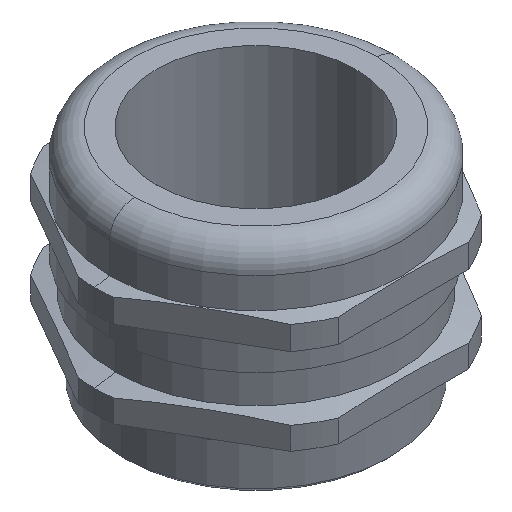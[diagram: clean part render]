
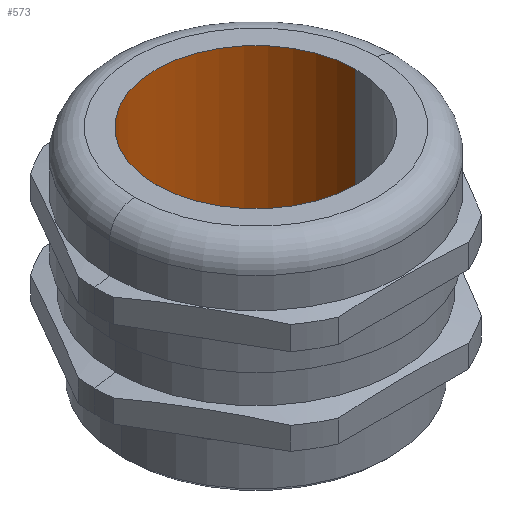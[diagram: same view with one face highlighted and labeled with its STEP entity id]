
A CAD part, isometric view. The second image highlights one B-rep face of the part: STEP entity #573.
In plain terms, the highlighted cylindrical face has radius 22 mm (diameter 44 mm), a partial arc.
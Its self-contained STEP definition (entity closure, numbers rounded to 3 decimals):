
#20 = EDGE_CURVE ( 'NONE', #1075, #1086, #982, .T. ) ;
#99 = AXIS2_PLACEMENT_3D ( 'NONE', #303, #302, #301 ) ;
#186 = EDGE_CURVE ( 'NONE', #1067, #1075, #523, .T. ) ;
#203 = EDGE_CURVE ( 'NONE', #1085, #1086, #514, .T. ) ;
#243 = DIRECTION ( 'NONE',  ( 1., 0., 0. ) ) ;
#244 = DIRECTION ( 'NONE',  ( 0., 0., 1. ) ) ;
#245 = CARTESIAN_POINT ( 'NONE',  ( 0., 0., 49. ) ) ;
#301 = DIRECTION ( 'NONE',  ( 1., 0., 0. ) ) ;
#302 = DIRECTION ( 'NONE',  ( 0., 0., 1. ) ) ;
#303 = CARTESIAN_POINT ( 'NONE',  ( 0., 0., 0. ) ) ;
#514 = CIRCLE ( 'NONE', #922, 22. ) ;
#523 = CIRCLE ( 'NONE', #99, 22. ) ;
#573 = ADVANCED_FACE ( 'NONE', ( #877 ), #874, .F. ) ;
#588 = EDGE_CURVE ( 'NONE', #1067, #1085, #1411, .T. ) ;
#665 = EDGE_LOOP ( 'NONE', ( #763, #762, #761, #764 ) ) ;
#761 = ORIENTED_EDGE ( 'NONE', *, *, #588, .T. ) ;
#762 = ORIENTED_EDGE ( 'NONE', *, *, #186, .F. ) ;
#763 = ORIENTED_EDGE ( 'NONE', *, *, #20, .F. ) ;
#764 = ORIENTED_EDGE ( 'NONE', *, *, #203, .T. ) ;
#874 = CYLINDRICAL_SURFACE ( 'NONE', #879, 22. ) ;
#877 = FACE_OUTER_BOUND ( 'NONE', #665, .T. ) ;
#879 = AXIS2_PLACEMENT_3D ( 'NONE', #1264, #1263, #1262 ) ;
#922 = AXIS2_PLACEMENT_3D ( 'NONE', #245, #244, #243 ) ;
#934 = VECTOR ( 'NONE', #1413, 1000. ) ;
#980 = DIRECTION ( 'NONE',  ( 0., 0., 1. ) ) ;
#981 = CARTESIAN_POINT ( 'NONE',  ( -22., 0., 0. ) ) ;
#982 = LINE ( 'NONE', #981, #1668 ) ;
#1067 = VERTEX_POINT ( 'NONE', #1563 ) ;
#1075 = VERTEX_POINT ( 'NONE', #1571 ) ;
#1085 = VERTEX_POINT ( 'NONE', #1581 ) ;
#1086 = VERTEX_POINT ( 'NONE', #1582 ) ;
#1262 = DIRECTION ( 'NONE',  ( 1., 0., 0. ) ) ;
#1263 = DIRECTION ( 'NONE',  ( 0., 0., 1. ) ) ;
#1264 = CARTESIAN_POINT ( 'NONE',  ( 0., 0., 0. ) ) ;
#1411 = LINE ( 'NONE', #1412, #934 ) ;
#1412 = CARTESIAN_POINT ( 'NONE',  ( 22., 0., 0. ) ) ;
#1413 = DIRECTION ( 'NONE',  ( 0., 0., 1. ) ) ;
#1563 = CARTESIAN_POINT ( 'NONE',  ( 22., 0., 0. ) ) ;
#1571 = CARTESIAN_POINT ( 'NONE',  ( -22., 0., 0. ) ) ;
#1581 = CARTESIAN_POINT ( 'NONE',  ( 22., 0., 49. ) ) ;
#1582 = CARTESIAN_POINT ( 'NONE',  ( -22., 0., 49. ) ) ;
#1668 = VECTOR ( 'NONE', #980, 1000. ) ;
